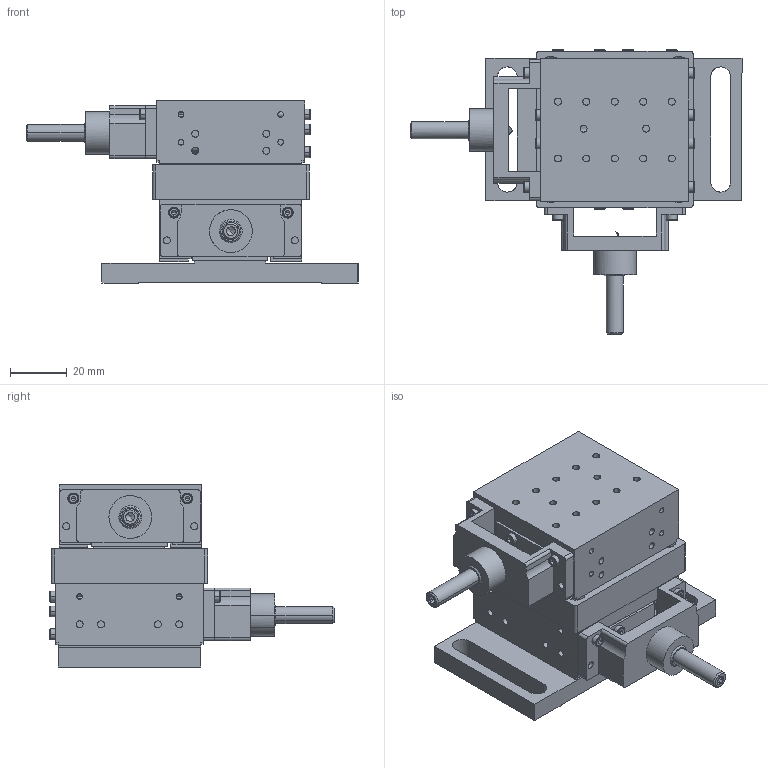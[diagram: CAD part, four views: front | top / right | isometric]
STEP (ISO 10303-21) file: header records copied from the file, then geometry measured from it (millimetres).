
FILE_DESCRIPTION(/* description */ (''),/* implementation_level */ '2;1');
FILE_NAME(/* name */ '02-2TS~1',/* time_stamp */ '2021-12-15T13:31:17+03:00',/* author */ (''),/* organization */ (''),/* preprocessor_version */ 'ST-DEVELOPER v15',/* originating_system */ '',/* authorisation */ '');
FILE_SCHEMA (('AUTOMOTIVE_DESIGN'));
Products named in the file (1): Document
Bounding box: 116.7 x 100 x 64 mm (x, y, z)
Volume: 40.2 mm3; surface area: 60722.2 mm2
Topology: 24 solids, 55 shells, 1184 faces, 3035 edges, 1906 vertices
Faces by surface type: bspline 1184
Entity records: 84629 total; most frequent: CARTESIAN_POINT 47810, B_SPLINE_CURVE_WITH_KNOTS 6613, ORIENTED_EDGE 5779, PCURVE 5779, DEFINITIONAL_REPRESENTATION 5779, SURFACE_CURVE 2949, EDGE_CURVE 2949, VERTEX_POINT 1906
